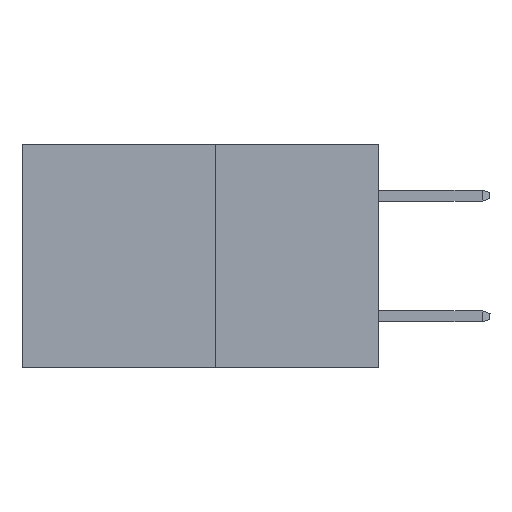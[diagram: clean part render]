
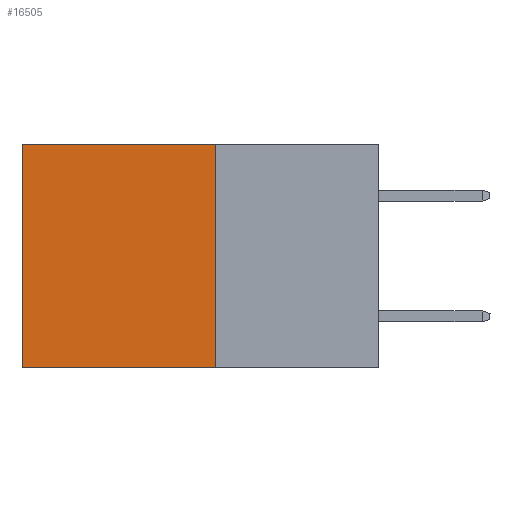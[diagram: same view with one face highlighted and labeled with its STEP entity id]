
A CAD part, left-side view. The second image highlights one B-rep face of the part: STEP entity #16505.
In plain terms, the highlighted planar face has unit normal (-1, 0, 0).
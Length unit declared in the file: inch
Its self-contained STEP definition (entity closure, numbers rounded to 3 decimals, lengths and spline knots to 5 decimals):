
#393 = VERTEX_POINT ( 'NONE', #28099 ) ;
#624 = CARTESIAN_POINT ( 'NONE',  ( 0.277, 0.27, -0.37 ) ) ;
#2266 = CARTESIAN_POINT ( 'NONE',  ( 0.277, 0.59, -0.37 ) ) ;
#2461 = EDGE_LOOP ( 'NONE', ( #25322, #27271, #21332, #8553 ) ) ;
#5610 = VECTOR ( 'NONE', #17218, 39.37008 ) ;
#5649 = DIRECTION ( 'NONE',  ( 0., 1., 0. ) ) ;
#6451 = VERTEX_POINT ( 'NONE', #6567 ) ;
#6567 = CARTESIAN_POINT ( 'NONE',  ( 0.277, 0.27, -0.37 ) ) ;
#7768 = VERTEX_POINT ( 'NONE', #11230 ) ;
#8038 = EDGE_CURVE ( 'NONE', #7768, #28692, #17223, .T. ) ;
#8553 = ORIENTED_EDGE ( 'NONE', *, *, #8038, .T. ) ;
#9449 = PLANE ( 'NONE',  #28195 ) ;
#10152 = VECTOR ( 'NONE', #5649, 39.37008 ) ;
#11230 = CARTESIAN_POINT ( 'NONE',  ( 0.277, 0.27, 0. ) ) ;
#11827 = DIRECTION ( 'NONE',  ( 0., 0., -1. ) ) ;
#15061 = EDGE_CURVE ( 'NONE', #7768, #6451, #22343, .T. ) ;
#16107 = EDGE_CURVE ( 'NONE', #6451, #393, #25257, .T. ) ;
#16505 = ADVANCED_FACE ( 'NONE', ( #26705 ), #9449, .F. ) ;
#17218 = DIRECTION ( 'NONE',  ( 0., 0., -1. ) ) ;
#17223 = LINE ( 'NONE', #22185, #10152 ) ;
#17742 = VECTOR ( 'NONE', #26012, 39.37008 ) ;
#19722 = VECTOR ( 'NONE', #29559, 39.37008 ) ;
#21332 = ORIENTED_EDGE ( 'NONE', *, *, #15061, .F. ) ;
#22185 = CARTESIAN_POINT ( 'NONE',  ( 0.277, 0.27, 0. ) ) ;
#22343 = LINE ( 'NONE', #624, #5610 ) ;
#23613 = CARTESIAN_POINT ( 'NONE',  ( 0.277, 0.27, -0.37 ) ) ;
#24088 = LINE ( 'NONE', #2266, #17742 ) ;
#24492 = EDGE_CURVE ( 'NONE', #28692, #393, #24088, .T. ) ;
#25257 = LINE ( 'NONE', #27209, #19722 ) ;
#25322 = ORIENTED_EDGE ( 'NONE', *, *, #24492, .T. ) ;
#26012 = DIRECTION ( 'NONE',  ( 0., 0., -1. ) ) ;
#26063 = DIRECTION ( 'NONE',  ( 1., 0., 0. ) ) ;
#26705 = FACE_OUTER_BOUND ( 'NONE', #2461, .T. ) ;
#27209 = CARTESIAN_POINT ( 'NONE',  ( 0.277, 0.27, -0.37 ) ) ;
#27210 = CARTESIAN_POINT ( 'NONE',  ( 0.277, 0.59, 0. ) ) ;
#27271 = ORIENTED_EDGE ( 'NONE', *, *, #16107, .F. ) ;
#28099 = CARTESIAN_POINT ( 'NONE',  ( 0.277, 0.59, -0.37 ) ) ;
#28195 = AXIS2_PLACEMENT_3D ( 'NONE', #23613, #26063, #11827 ) ;
#28692 = VERTEX_POINT ( 'NONE', #27210 ) ;
#29559 = DIRECTION ( 'NONE',  ( 0., 1., 0. ) ) ;
